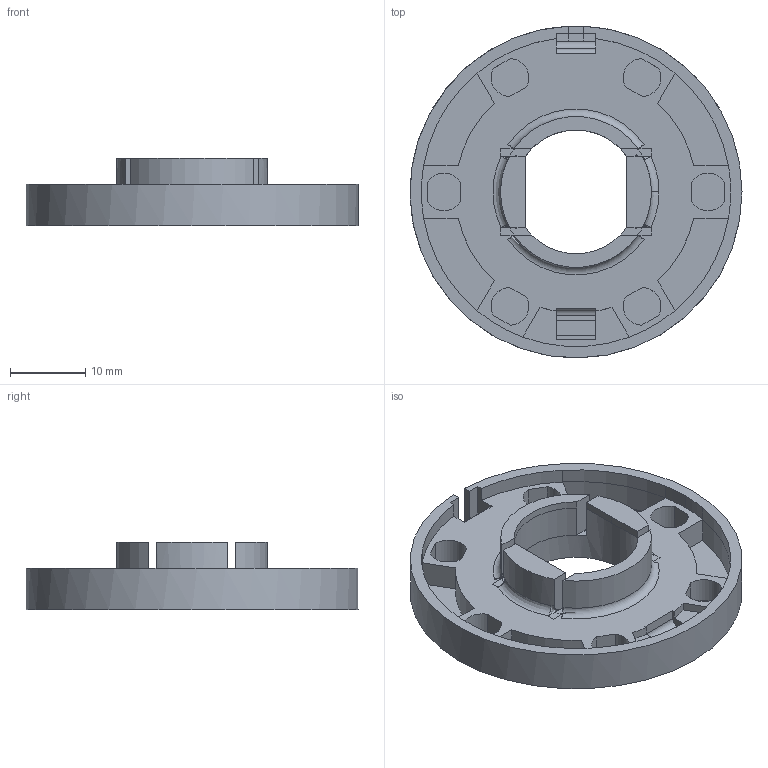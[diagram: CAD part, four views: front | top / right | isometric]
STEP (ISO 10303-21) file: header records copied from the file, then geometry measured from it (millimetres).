
FILE_DESCRIPTION(('FreeCAD Model'),'2;1');
FILE_NAME('Open CASCADE Shape Model','2024-07-22T18:36:18',(''),(''), 'Open CASCADE STEP processor 7.7','FreeCAD','Unknown');
FILE_SCHEMA(('AUTOMOTIVE_DESIGN { 1 0 10303 214 1 1 1 1 }'));
Length unit declared in the file: millimetre
Products named in the file (3): Part; LCS_Origin; Body
Assembly tree (2 placements, depth 2):
  Part
    LCS_Origin
    Body
Bounding box: 44 x 44 x 9 mm (x, y, z)
Volume: 2817.5 mm3; surface area: 5881.7 mm2
Topology: 1 solids, 1 shells, 154 faces, 395 edges, 248 vertices
Faces by surface type: plane 84, cylinder 51, bspline 16, torus 3
Full cylindrical faces by diameter (mm): 16.4 x1, 17.8 x1, 30.2 x1, 44 x1
Entity records: 5279 total; most frequent: CARTESIAN_POINT 1612, ORIENTED_EDGE 758, DIRECTION 746, EDGE_CURVE 379, AXIS2_PLACEMENT_3D 250, VERTEX_POINT 249, LINE 246, VECTOR 246
